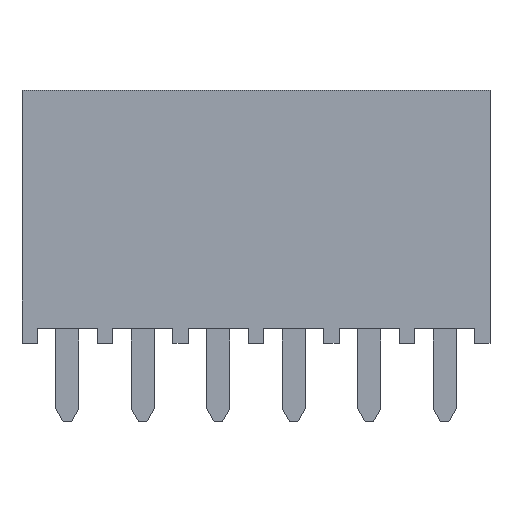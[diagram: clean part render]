
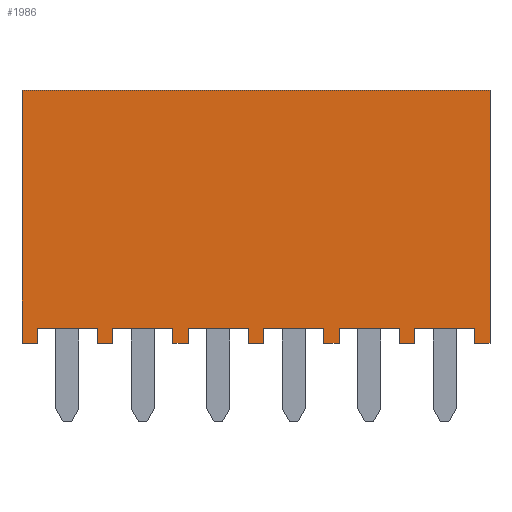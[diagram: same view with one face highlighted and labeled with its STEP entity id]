
A CAD part, top view. The second image highlights one B-rep face of the part: STEP entity #1986.
In plain terms, the highlighted planar face has unit normal (0, 0, 1).
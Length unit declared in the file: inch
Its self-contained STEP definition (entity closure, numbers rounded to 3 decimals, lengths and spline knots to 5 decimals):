
#299=ORIENTED_EDGE('',*,*,#731,.F.);
#300=ORIENTED_EDGE('',*,*,#732,.T.);
#301=ORIENTED_EDGE('',*,*,#733,.F.);
#302=ORIENTED_EDGE('',*,*,#734,.F.);
#303=ORIENTED_EDGE('',*,*,#735,.T.);
#304=ORIENTED_EDGE('',*,*,#736,.T.);
#305=ORIENTED_EDGE('',*,*,#737,.F.);
#306=ORIENTED_EDGE('',*,*,#738,.F.);
#307=ORIENTED_EDGE('',*,*,#739,.F.);
#308=ORIENTED_EDGE('',*,*,#740,.T.);
#309=ORIENTED_EDGE('',*,*,#741,.F.);
#310=ORIENTED_EDGE('',*,*,#742,.F.);
#311=ORIENTED_EDGE('',*,*,#743,.F.);
#312=ORIENTED_EDGE('',*,*,#744,.T.);
#313=ORIENTED_EDGE('',*,*,#745,.F.);
#314=ORIENTED_EDGE('',*,*,#746,.F.);
#315=ORIENTED_EDGE('',*,*,#747,.F.);
#316=ORIENTED_EDGE('',*,*,#748,.T.);
#317=ORIENTED_EDGE('',*,*,#749,.F.);
#318=ORIENTED_EDGE('',*,*,#750,.F.);
#319=ORIENTED_EDGE('',*,*,#751,.F.);
#320=ORIENTED_EDGE('',*,*,#752,.T.);
#321=ORIENTED_EDGE('',*,*,#753,.F.);
#322=ORIENTED_EDGE('',*,*,#754,.F.);
#323=ORIENTED_EDGE('',*,*,#755,.F.);
#324=ORIENTED_EDGE('',*,*,#756,.T.);
#325=ORIENTED_EDGE('',*,*,#757,.F.);
#326=ORIENTED_EDGE('',*,*,#758,.F.);
#731=EDGE_CURVE('',#967,#968,#1191,.T.);
#732=EDGE_CURVE('',#967,#969,#1192,.T.);
#733=EDGE_CURVE('',#970,#969,#1193,.T.);
#734=EDGE_CURVE('',#971,#970,#1194,.T.);
#735=EDGE_CURVE('',#971,#972,#1195,.T.);
#736=EDGE_CURVE('',#972,#973,#1196,.T.);
#737=EDGE_CURVE('',#974,#973,#1197,.T.);
#738=EDGE_CURVE('',#975,#974,#1198,.T.);
#739=EDGE_CURVE('',#976,#975,#1199,.T.);
#740=EDGE_CURVE('',#976,#977,#1200,.T.);
#741=EDGE_CURVE('',#978,#977,#1201,.T.);
#742=EDGE_CURVE('',#979,#978,#1202,.T.);
#743=EDGE_CURVE('',#980,#979,#1203,.T.);
#744=EDGE_CURVE('',#980,#981,#1204,.T.);
#745=EDGE_CURVE('',#982,#981,#1205,.T.);
#746=EDGE_CURVE('',#983,#982,#1206,.T.);
#747=EDGE_CURVE('',#984,#983,#1207,.T.);
#748=EDGE_CURVE('',#984,#985,#1208,.T.);
#749=EDGE_CURVE('',#986,#985,#1209,.T.);
#750=EDGE_CURVE('',#987,#986,#1210,.T.);
#751=EDGE_CURVE('',#988,#987,#1211,.T.);
#752=EDGE_CURVE('',#988,#989,#1212,.T.);
#753=EDGE_CURVE('',#990,#989,#1213,.T.);
#754=EDGE_CURVE('',#991,#990,#1214,.T.);
#755=EDGE_CURVE('',#992,#991,#1215,.T.);
#756=EDGE_CURVE('',#992,#993,#1216,.T.);
#757=EDGE_CURVE('',#994,#993,#1217,.T.);
#758=EDGE_CURVE('',#968,#994,#1218,.T.);
#967=VERTEX_POINT('',#2964);
#968=VERTEX_POINT('',#2965);
#969=VERTEX_POINT('',#2967);
#970=VERTEX_POINT('',#2969);
#971=VERTEX_POINT('',#2971);
#972=VERTEX_POINT('',#2973);
#973=VERTEX_POINT('',#2975);
#974=VERTEX_POINT('',#2977);
#975=VERTEX_POINT('',#2979);
#976=VERTEX_POINT('',#2981);
#977=VERTEX_POINT('',#2983);
#978=VERTEX_POINT('',#2985);
#979=VERTEX_POINT('',#2987);
#980=VERTEX_POINT('',#2989);
#981=VERTEX_POINT('',#2991);
#982=VERTEX_POINT('',#2993);
#983=VERTEX_POINT('',#2995);
#984=VERTEX_POINT('',#2997);
#985=VERTEX_POINT('',#2999);
#986=VERTEX_POINT('',#3001);
#987=VERTEX_POINT('',#3003);
#988=VERTEX_POINT('',#3005);
#989=VERTEX_POINT('',#3007);
#990=VERTEX_POINT('',#3009);
#991=VERTEX_POINT('',#3011);
#992=VERTEX_POINT('',#3013);
#993=VERTEX_POINT('',#3015);
#994=VERTEX_POINT('',#3017);
#1191=LINE('',#2963,#1467);
#1192=LINE('',#2966,#1468);
#1193=LINE('',#2968,#1469);
#1194=LINE('',#2970,#1470);
#1195=LINE('',#2972,#1471);
#1196=LINE('',#2974,#1472);
#1197=LINE('',#2976,#1473);
#1198=LINE('',#2978,#1474);
#1199=LINE('',#2980,#1475);
#1200=LINE('',#2982,#1476);
#1201=LINE('',#2984,#1477);
#1202=LINE('',#2986,#1478);
#1203=LINE('',#2988,#1479);
#1204=LINE('',#2990,#1480);
#1205=LINE('',#2992,#1481);
#1206=LINE('',#2994,#1482);
#1207=LINE('',#2996,#1483);
#1208=LINE('',#2998,#1484);
#1209=LINE('',#3000,#1485);
#1210=LINE('',#3002,#1486);
#1211=LINE('',#3004,#1487);
#1212=LINE('',#3006,#1488);
#1213=LINE('',#3008,#1489);
#1214=LINE('',#3010,#1490);
#1215=LINE('',#3012,#1491);
#1216=LINE('',#3014,#1492);
#1217=LINE('',#3016,#1493);
#1218=LINE('',#3018,#1494);
#1467=VECTOR('',#2421,39.37008);
#1468=VECTOR('',#2422,39.37008);
#1469=VECTOR('',#2423,39.37008);
#1470=VECTOR('',#2424,39.37008);
#1471=VECTOR('',#2425,39.37008);
#1472=VECTOR('',#2426,39.37008);
#1473=VECTOR('',#2427,39.37008);
#1474=VECTOR('',#2428,39.37008);
#1475=VECTOR('',#2429,39.37008);
#1476=VECTOR('',#2430,39.37008);
#1477=VECTOR('',#2431,39.37008);
#1478=VECTOR('',#2432,39.37008);
#1479=VECTOR('',#2433,39.37008);
#1480=VECTOR('',#2434,39.37008);
#1481=VECTOR('',#2435,39.37008);
#1482=VECTOR('',#2436,39.37008);
#1483=VECTOR('',#2437,39.37008);
#1484=VECTOR('',#2438,39.37008);
#1485=VECTOR('',#2439,39.37008);
#1486=VECTOR('',#2440,39.37008);
#1487=VECTOR('',#2441,39.37008);
#1488=VECTOR('',#2442,39.37008);
#1489=VECTOR('',#2443,39.37008);
#1490=VECTOR('',#2444,39.37008);
#1491=VECTOR('',#2445,39.37008);
#1492=VECTOR('',#2446,39.37008);
#1493=VECTOR('',#2447,39.37008);
#1494=VECTOR('',#2448,39.37008);
#1650=EDGE_LOOP('',(#299,#300,#301,#302,#303,#304,#305,#306,#307,#308,#309,
#310,#311,#312,#313,#314,#315,#316,#317,#318,#319,#320,#321,#322,#323,#324,
#325,#326));
#1770=FACE_BOUND('',#1650,.T.);
#1884=PLANE('',#2115);
#1986=ADVANCED_FACE('',(#1770),#1884,.F.);
#2115=AXIS2_PLACEMENT_3D('',#2962,#2419,#2420);
#2419=DIRECTION('',(0.,0.,-1.));
#2420=DIRECTION('',(-1.,0.,0.));
#2421=DIRECTION('',(0.,1.,0.));
#2422=DIRECTION('',(1.,0.,0.));
#2423=DIRECTION('',(0.,-1.,0.));
#2424=DIRECTION('',(1.,0.,0.));
#2425=DIRECTION('',(0.,-1.,0.));
#2426=DIRECTION('',(1.,0.,0.));
#2427=DIRECTION('',(0.,-1.,0.));
#2428=DIRECTION('',(-1.,0.,0.));
#2429=DIRECTION('',(0.,1.,0.));
#2430=DIRECTION('',(1.,0.,0.));
#2431=DIRECTION('',(0.,-1.,0.));
#2432=DIRECTION('',(-1.,0.,0.));
#2433=DIRECTION('',(0.,1.,0.));
#2434=DIRECTION('',(1.,0.,0.));
#2435=DIRECTION('',(0.,-1.,0.));
#2436=DIRECTION('',(-1.,0.,0.));
#2437=DIRECTION('',(0.,1.,0.));
#2438=DIRECTION('',(1.,0.,0.));
#2439=DIRECTION('',(0.,-1.,0.));
#2440=DIRECTION('',(-1.,0.,0.));
#2441=DIRECTION('',(0.,1.,0.));
#2442=DIRECTION('',(1.,0.,0.));
#2443=DIRECTION('',(0.,-1.,0.));
#2444=DIRECTION('',(-1.,0.,0.));
#2445=DIRECTION('',(0.,1.,0.));
#2446=DIRECTION('',(1.,0.,0.));
#2447=DIRECTION('',(0.,-1.,0.));
#2448=DIRECTION('',(-1.,0.,0.));
#2962=CARTESIAN_POINT('',(-0.31,0.335,0.0475));
#2963=CARTESIAN_POINT('',(0.29,0.335,0.0475));
#2964=CARTESIAN_POINT('',(0.29,0.,0.0475));
#2965=CARTESIAN_POINT('',(0.29,0.02,0.0475));
#2966=CARTESIAN_POINT('',(-0.31,0.,0.0475));
#2967=CARTESIAN_POINT('',(0.31,0.,0.0475));
#2968=CARTESIAN_POINT('',(0.31,0.335,0.0475));
#2969=CARTESIAN_POINT('',(0.31,0.335,0.0475));
#2970=CARTESIAN_POINT('',(-0.31,0.335,0.0475));
#2971=CARTESIAN_POINT('',(-0.31,0.335,0.0475));
#2972=CARTESIAN_POINT('',(-0.31,0.335,0.0475));
#2973=CARTESIAN_POINT('',(-0.31,0.,0.0475));
#2974=CARTESIAN_POINT('',(-0.31,0.,0.0475));
#2975=CARTESIAN_POINT('',(-0.29,0.,0.0475));
#2976=CARTESIAN_POINT('',(-0.29,0.335,0.0475));
#2977=CARTESIAN_POINT('',(-0.29,0.02,0.0475));
#2978=CARTESIAN_POINT('',(-0.31,0.02,0.0475));
#2979=CARTESIAN_POINT('',(-0.21,0.02,0.0475));
#2980=CARTESIAN_POINT('',(-0.21,0.335,0.0475));
#2981=CARTESIAN_POINT('',(-0.21,0.,0.0475));
#2982=CARTESIAN_POINT('',(-0.31,0.,0.0475));
#2983=CARTESIAN_POINT('',(-0.19,0.,0.0475));
#2984=CARTESIAN_POINT('',(-0.19,0.335,0.0475));
#2985=CARTESIAN_POINT('',(-0.19,0.02,0.0475));
#2986=CARTESIAN_POINT('',(-0.31,0.02,0.0475));
#2987=CARTESIAN_POINT('',(-0.11,0.02,0.0475));
#2988=CARTESIAN_POINT('',(-0.11,0.335,0.0475));
#2989=CARTESIAN_POINT('',(-0.11,0.,0.0475));
#2990=CARTESIAN_POINT('',(-0.31,0.,0.0475));
#2991=CARTESIAN_POINT('',(-0.09,0.,0.0475));
#2992=CARTESIAN_POINT('',(-0.09,0.335,0.0475));
#2993=CARTESIAN_POINT('',(-0.09,0.02,0.0475));
#2994=CARTESIAN_POINT('',(-0.31,0.02,0.0475));
#2995=CARTESIAN_POINT('',(-0.01,0.02,0.0475));
#2996=CARTESIAN_POINT('',(-0.01,0.335,0.0475));
#2997=CARTESIAN_POINT('',(-0.01,0.,0.0475));
#2998=CARTESIAN_POINT('',(-0.31,0.,0.0475));
#2999=CARTESIAN_POINT('',(0.01,0.,0.0475));
#3000=CARTESIAN_POINT('',(0.01,0.335,0.0475));
#3001=CARTESIAN_POINT('',(0.01,0.02,0.0475));
#3002=CARTESIAN_POINT('',(-0.31,0.02,0.0475));
#3003=CARTESIAN_POINT('',(0.09,0.02,0.0475));
#3004=CARTESIAN_POINT('',(0.09,0.335,0.0475));
#3005=CARTESIAN_POINT('',(0.09,0.,0.0475));
#3006=CARTESIAN_POINT('',(-0.31,0.,0.0475));
#3007=CARTESIAN_POINT('',(0.11,0.,0.0475));
#3008=CARTESIAN_POINT('',(0.11,0.335,0.0475));
#3009=CARTESIAN_POINT('',(0.11,0.02,0.0475));
#3010=CARTESIAN_POINT('',(-0.31,0.02,0.0475));
#3011=CARTESIAN_POINT('',(0.19,0.02,0.0475));
#3012=CARTESIAN_POINT('',(0.19,0.335,0.0475));
#3013=CARTESIAN_POINT('',(0.19,0.,0.0475));
#3014=CARTESIAN_POINT('',(-0.31,0.,0.0475));
#3015=CARTESIAN_POINT('',(0.21,0.,0.0475));
#3016=CARTESIAN_POINT('',(0.21,0.335,0.0475));
#3017=CARTESIAN_POINT('',(0.21,0.02,0.0475));
#3018=CARTESIAN_POINT('',(-0.31,0.02,0.0475));
